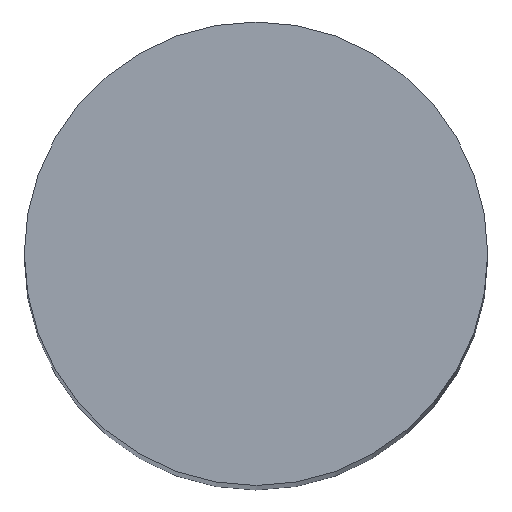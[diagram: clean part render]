
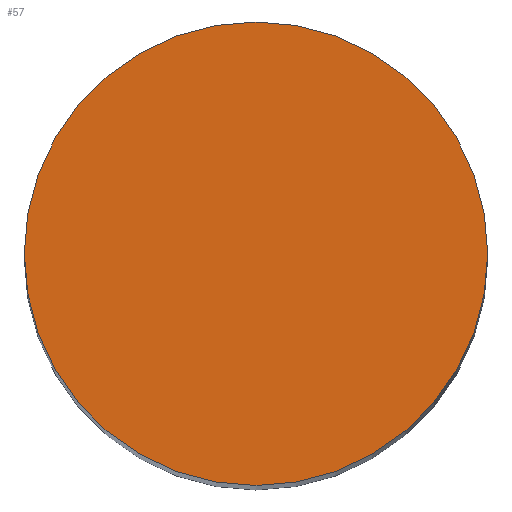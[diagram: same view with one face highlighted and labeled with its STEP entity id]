
A CAD part, top view. The second image highlights one B-rep face of the part: STEP entity #57.
In plain terms, the highlighted planar face has unit normal (0, 0, 1).
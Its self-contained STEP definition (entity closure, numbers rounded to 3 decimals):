
#2 = CARTESIAN_POINT ( 'NONE',  ( 2.25, 0., 15. ) ) ;
#10 = CIRCLE ( 'NONE', #79, 2.25 ) ;
#11 = CARTESIAN_POINT ( 'NONE',  ( 0., 0., 15. ) ) ;
#15 = EDGE_CURVE ( 'NONE', #41, #23, #63, .T. ) ;
#20 = CARTESIAN_POINT ( 'NONE',  ( -2.25, 0., 15. ) ) ;
#23 = VERTEX_POINT ( 'NONE', #2 ) ;
#25 = PLANE ( 'NONE',  #86 ) ;
#26 = EDGE_CURVE ( 'NONE', #23, #41, #10, .T. ) ;
#27 = AXIS2_PLACEMENT_3D ( 'NONE', #54, #121, #30 ) ;
#28 = EDGE_LOOP ( 'NONE', ( #95, #47 ) ) ;
#30 = DIRECTION ( 'NONE',  ( 1., 0., 0. ) ) ;
#32 = DIRECTION ( 'NONE',  ( 0., 0., 1. ) ) ;
#41 = VERTEX_POINT ( 'NONE', #20 ) ;
#46 = DIRECTION ( 'NONE',  ( 1., 0., 0. ) ) ;
#47 = ORIENTED_EDGE ( 'NONE', *, *, #15, .T. ) ;
#54 = CARTESIAN_POINT ( 'NONE',  ( 0., 0., 15. ) ) ;
#57 = ADVANCED_FACE ( 'NONE', ( #111 ), #25, .T. ) ;
#63 = CIRCLE ( 'NONE', #27, 2.25 ) ;
#66 = CARTESIAN_POINT ( 'NONE',  ( 0., 0., 15. ) ) ;
#72 = DIRECTION ( 'NONE',  ( 0., 0., 1. ) ) ;
#79 = AXIS2_PLACEMENT_3D ( 'NONE', #11, #32, #46 ) ;
#86 = AXIS2_PLACEMENT_3D ( 'NONE', #66, #72, #120 ) ;
#95 = ORIENTED_EDGE ( 'NONE', *, *, #26, .T. ) ;
#111 = FACE_OUTER_BOUND ( 'NONE', #28, .T. ) ;
#120 = DIRECTION ( 'NONE',  ( 1., 0., 0. ) ) ;
#121 = DIRECTION ( 'NONE',  ( 0., 0., 1. ) ) ;
